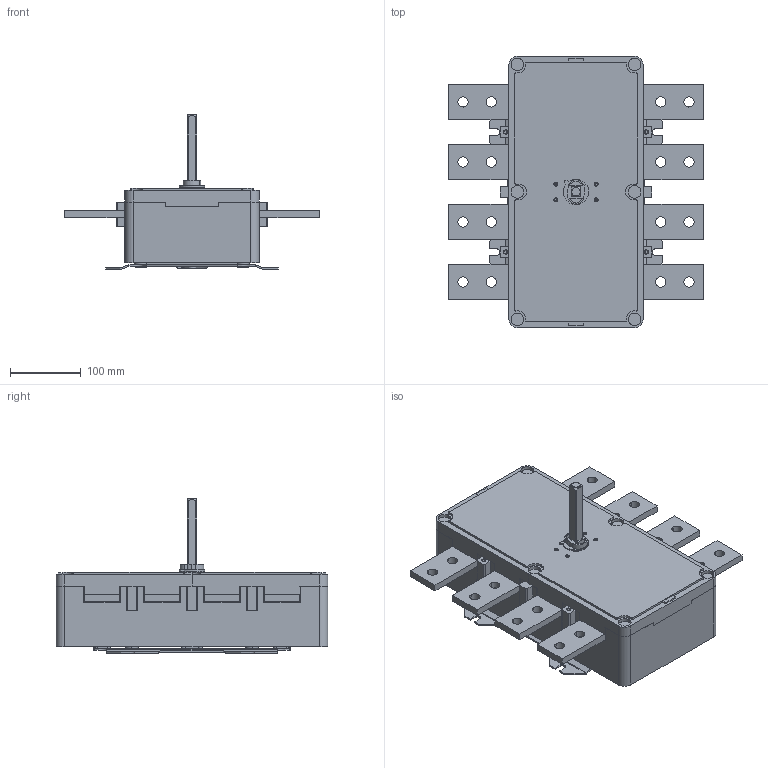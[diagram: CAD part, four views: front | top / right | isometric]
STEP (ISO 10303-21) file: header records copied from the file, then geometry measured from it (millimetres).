
FILE_DESCRIPTION(('Creo Elements/Direct Modeling STEP Export'),'2;1');
FILE_NAME('DMV-1600.stp','2012-06-28T12:10:14',(''),(''),'Creo Elements/Direct Modeling STEP processor for AP214 (Solid Model)','Creo Elements/Direct Modeling 17.0C 05-Feb-2011 (C) Parametric Technology GmbH','');
FILE_SCHEMA(('AUTOMOTIVE_DESIGN { 1 0 10303 214 1 1 1 1 }'));
Products named in the file (1): 1314900bak
Bounding box: 360 x 385 x 218.65 mm (x, y, z)
Volume: 7922338.6 mm3; surface area: 660669.1 mm2
Topology: 1 solids, 81 shells, 1806 faces, 4786 edges, 3147 vertices
Faces by surface type: plane 1371, cylinder 361, cone 46, torus 28
Entity records: 65729 total; most frequent: CARTESIAN_POINT 12277, ORIENTED_EDGE 9508, DIRECTION 7866, EDGE_CURVE 4754, VECTOR 3646, LINE 3646, VERTEX_POINT 3147, AXIS2_PLACEMENT_3D 2110
